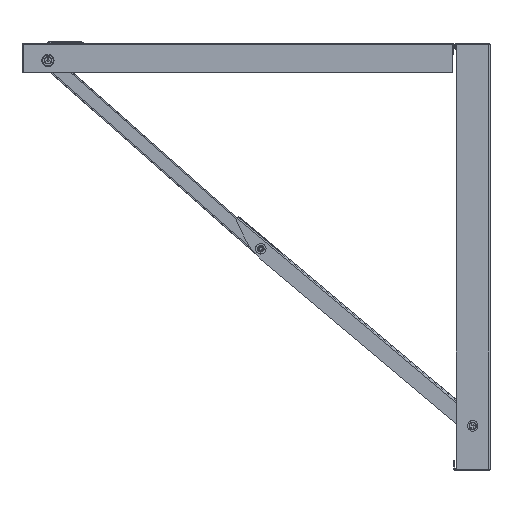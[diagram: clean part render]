
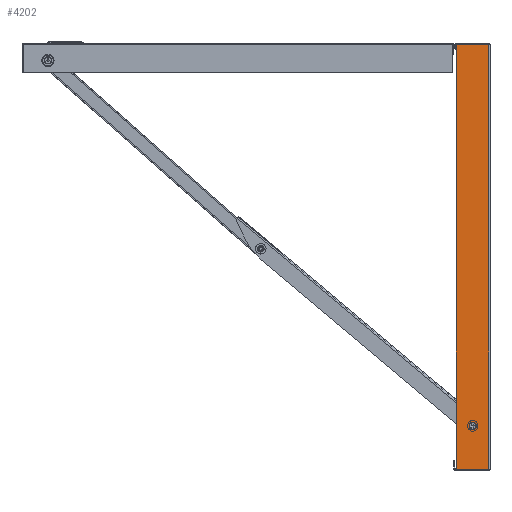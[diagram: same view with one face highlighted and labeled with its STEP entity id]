
A CAD part, left-side view. The second image highlights one B-rep face of the part: STEP entity #4202.
In plain terms, the highlighted planar face has unit normal (-1, 0, 0).
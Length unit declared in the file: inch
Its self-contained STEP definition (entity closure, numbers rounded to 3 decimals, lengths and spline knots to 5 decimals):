
#1660 = DIRECTION ( 'NONE',  ( 0., 0., -1. ) ) ;
#2876 = VERTEX_POINT ( 'NONE', #20726 ) ;
#3751 = CARTESIAN_POINT ( 'NONE',  ( -11.59375, 0.86062, -10.89313 ) ) ;
#4202 = ADVANCED_FACE ( 'NONE', ( #49001, #50232 ), #76106, .T. ) ;
#5261 = EDGE_CURVE ( 'NONE', #66393, #72293, #35563, .T. ) ;
#5577 = ORIENTED_EDGE ( 'NONE', *, *, #20935, .T. ) ;
#6119 = DIRECTION ( 'NONE',  ( 1., 0., 0. ) ) ;
#7242 = EDGE_LOOP ( 'NONE', ( #83534, #5577, #16188, #76119 ) ) ;
#11564 = VECTOR ( 'NONE', #48486, 39.37008 ) ;
#16188 = ORIENTED_EDGE ( 'NONE', *, *, #74051, .T. ) ;
#18037 = CARTESIAN_POINT ( 'NONE',  ( -11.59375, 0.86062, 10.95313 ) ) ;
#19140 = CARTESIAN_POINT ( 'NONE',  ( -11.59375, 0.86062, -10.89313 ) ) ;
#20485 = VERTEX_POINT ( 'NONE', #61394 ) ;
#20726 = CARTESIAN_POINT ( 'NONE',  ( -11.59375, -0.79937, 10.89313 ) ) ;
#20935 = EDGE_CURVE ( 'NONE', #2876, #62736, #36215, .T. ) ;
#21523 = AXIS2_PLACEMENT_3D ( 'NONE', #70509, #6119, #31471 ) ;
#22219 = VECTOR ( 'NONE', #1660, 39.37008 ) ;
#26619 = LINE ( 'NONE', #65623, #22219 ) ;
#29083 = DIRECTION ( 'NONE',  ( -1., 0., 0. ) ) ;
#29397 = LINE ( 'NONE', #68419, #11564 ) ;
#31294 = EDGE_CURVE ( 'NONE', #72293, #66393, #47217, .T. ) ;
#31428 = CARTESIAN_POINT ( 'NONE',  ( -11.59375, 0.86062, 10.89313 ) ) ;
#31471 = DIRECTION ( 'NONE',  ( 0., 0., -1. ) ) ;
#31940 = EDGE_CURVE ( 'NONE', #41999, #20485, #48210, .T. ) ;
#33030 = VECTOR ( 'NONE', #83171, 39.37008 ) ;
#33772 = CARTESIAN_POINT ( 'NONE',  ( -11.59375, -0.01762, -8.67213 ) ) ;
#35563 = CIRCLE ( 'NONE', #47759, 0.133 ) ;
#36215 = LINE ( 'NONE', #31428, #33030 ) ;
#40141 = DIRECTION ( 'NONE',  ( 1., 0., 0. ) ) ;
#41999 = VERTEX_POINT ( 'NONE', #19140 ) ;
#47217 = CIRCLE ( 'NONE', #21523, 0.133 ) ;
#47759 = AXIS2_PLACEMENT_3D ( 'NONE', #33772, #40141, #59650 ) ;
#48210 = LINE ( 'NONE', #3751, #83697 ) ;
#48486 = DIRECTION ( 'NONE',  ( 0., 0., 1. ) ) ;
#49001 = FACE_BOUND ( 'NONE', #59712, .T. ) ;
#49208 = EDGE_CURVE ( 'NONE', #20485, #2876, #29397, .T. ) ;
#49459 = DIRECTION ( 'NONE',  ( 0., -1., 0. ) ) ;
#50232 = FACE_OUTER_BOUND ( 'NONE', #7242, .T. ) ;
#53499 = ORIENTED_EDGE ( 'NONE', *, *, #31294, .T. ) ;
#59650 = DIRECTION ( 'NONE',  ( 0., 0., -1. ) ) ;
#59712 = EDGE_LOOP ( 'NONE', ( #68777, #53499 ) ) ;
#61394 = CARTESIAN_POINT ( 'NONE',  ( -11.59375, -0.79937, -10.89313 ) ) ;
#62517 = AXIS2_PLACEMENT_3D ( 'NONE', #18037, #29083, #81228 ) ;
#62736 = VERTEX_POINT ( 'NONE', #76376 ) ;
#65623 = CARTESIAN_POINT ( 'NONE',  ( -11.59375, 0.86062, 10.95313 ) ) ;
#66393 = VERTEX_POINT ( 'NONE', #71112 ) ;
#68419 = CARTESIAN_POINT ( 'NONE',  ( -11.59375, -0.79937, 10.95313 ) ) ;
#68777 = ORIENTED_EDGE ( 'NONE', *, *, #5261, .T. ) ;
#68971 = CARTESIAN_POINT ( 'NONE',  ( -11.59375, -0.01762, -8.53913 ) ) ;
#70509 = CARTESIAN_POINT ( 'NONE',  ( -11.59375, -0.01762, -8.67213 ) ) ;
#71112 = CARTESIAN_POINT ( 'NONE',  ( -11.59375, -0.01762, -8.80513 ) ) ;
#72293 = VERTEX_POINT ( 'NONE', #68971 ) ;
#74051 = EDGE_CURVE ( 'NONE', #62736, #41999, #26619, .T. ) ;
#76106 = PLANE ( 'NONE',  #62517 ) ;
#76119 = ORIENTED_EDGE ( 'NONE', *, *, #31940, .T. ) ;
#76376 = CARTESIAN_POINT ( 'NONE',  ( -11.59375, 0.86062, 10.89313 ) ) ;
#81228 = DIRECTION ( 'NONE',  ( 0., 0., 1. ) ) ;
#83171 = DIRECTION ( 'NONE',  ( 0., 1., 0. ) ) ;
#83534 = ORIENTED_EDGE ( 'NONE', *, *, #49208, .T. ) ;
#83697 = VECTOR ( 'NONE', #49459, 39.37008 ) ;
